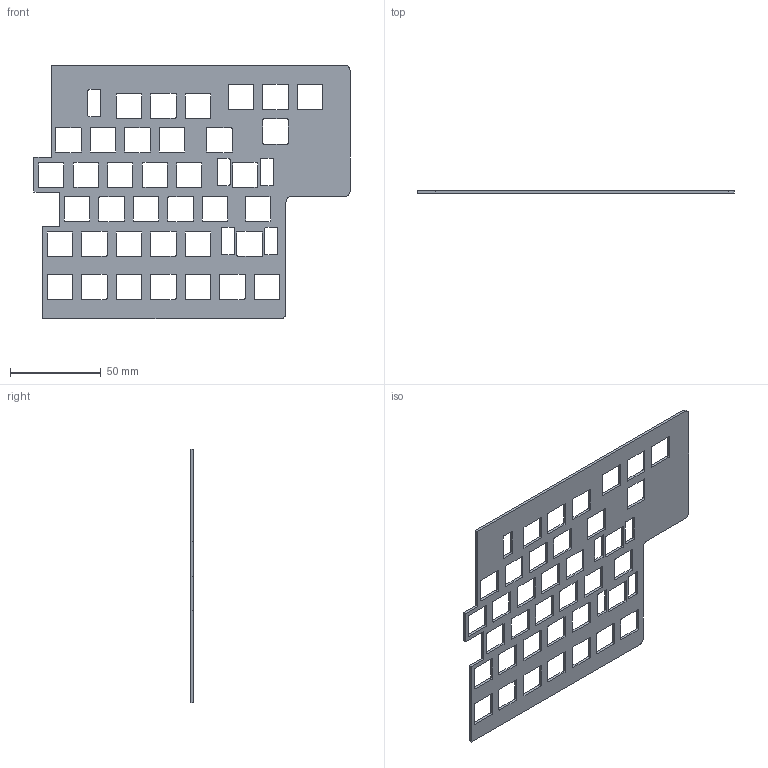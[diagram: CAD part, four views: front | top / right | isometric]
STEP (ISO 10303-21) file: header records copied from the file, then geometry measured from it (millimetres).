
FILE_DESCRIPTION(/* description */ (''),/* implementation_level */ '2;1');
FILE_NAME(/* name */ 'explore-rev3-plate-v1_right.step',/* time_stamp */ '2023-05-16T19:51:56+08:00',/* author */ (''),/* organization */ (''),/* preprocessor_version */ 'ST-DEVELOPER v19.2',/* originating_system */ 'Autodesk Translation Framework v12.4.0.73',/* authorisation */ '');
FILE_SCHEMA (('AUTOMOTIVE_DESIGN { 1 0 10303 214 3 1 1 }'));
Length unit declared in the file: millimetre
Products named in the file (1): (Unsaved)
Bounding box: 174.53 x 1.5 x 140 mm (x, y, z)
Volume: 19908.1 mm3; surface area: 30892.5 mm2
Topology: 1 solids, 1 shells, 354 faces, 1056 edges, 704 vertices
Faces by surface type: plane 182, cylinder 172
Entity records: 12185 total; most frequent: CARTESIAN_POINT 2115, ORIENTED_EDGE 2112, DIRECTION 2110, EDGE_CURVE 1056, LINE 712, VECTOR 712, VERTEX_POINT 704, AXIS2_PLACEMENT_3D 699
